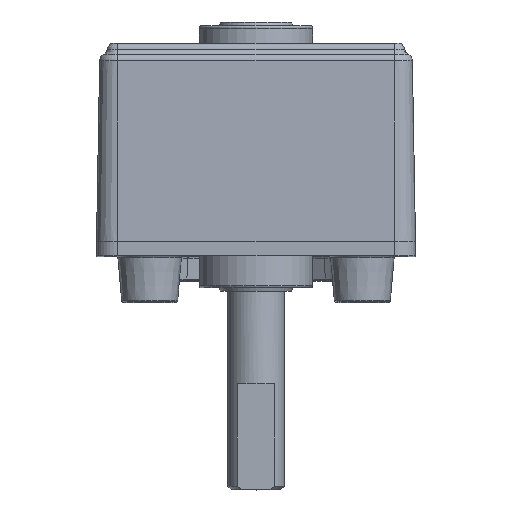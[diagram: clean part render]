
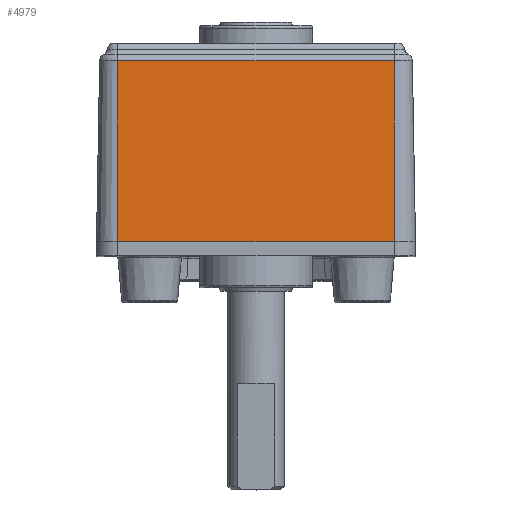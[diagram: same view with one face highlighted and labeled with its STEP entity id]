
A CAD part, top view. The second image highlights one B-rep face of the part: STEP entity #4979.
In plain terms, the highlighted planar face has unit normal (0, 0.018, 1).
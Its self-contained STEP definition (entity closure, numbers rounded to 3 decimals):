
#855=CARTESIAN_POINT('',(-19.5,0.0,31.0));
#856=VERTEX_POINT('',#855);
#857=CARTESIAN_POINT('',(19.5,0.0,31.0));
#858=VERTEX_POINT('',#857);
#859=CARTESIAN_POINT('',(-19.5,0.0,31.0));
#860=DIRECTION('',(1.0,0.0,0.0));
#861=VECTOR('',#860,39.0);
#862=LINE('',#859,#861);
#863=EDGE_CURVE('',#856,#858,#862,.T.);
#4949=CARTESIAN_POINT('',(22.5,0.0,31.0));
#4950=DIRECTION('',(0.0,0.017,1.));
#4951=DIRECTION('',(1.0,0.0,0.0));
#4952=AXIS2_PLACEMENT_3D('',#4949,#4950,#4951);
#4953=PLANE('',#4952);
#4954=ORIENTED_EDGE('',*,*,#863,.T.);
#4955=CARTESIAN_POINT('',(19.5,25.517,30.555));
#4956=VERTEX_POINT('',#4955);
#4957=CARTESIAN_POINT('',(19.5,25.517,30.555));
#4958=DIRECTION('',(0.0,-1.,0.017));
#4959=VECTOR('',#4958,25.521);
#4960=LINE('',#4957,#4959);
#4961=EDGE_CURVE('',#4956,#858,#4960,.T.);
#4962=ORIENTED_EDGE('',*,*,#4961,.F.);
#4963=CARTESIAN_POINT('',(-19.5,25.517,30.555));
#4964=VERTEX_POINT('',#4963);
#4965=CARTESIAN_POINT('',(-19.5,25.517,30.555));
#4966=DIRECTION('',(1.0,0.0,0.0));
#4967=VECTOR('',#4966,39.0);
#4968=LINE('',#4965,#4967);
#4969=EDGE_CURVE('',#4964,#4956,#4968,.T.);
#4970=ORIENTED_EDGE('',*,*,#4969,.F.);
#4971=CARTESIAN_POINT('',(-19.5,0.0,31.0));
#4972=DIRECTION('',(0.0,1.,-0.017));
#4973=VECTOR('',#4972,25.521);
#4974=LINE('',#4971,#4973);
#4975=EDGE_CURVE('',#856,#4964,#4974,.T.);
#4976=ORIENTED_EDGE('',*,*,#4975,.F.);
#4977=EDGE_LOOP('',(#4954,#4962,#4970,#4976));
#4978=FACE_OUTER_BOUND('',#4977,.T.);
#4979=ADVANCED_FACE('',(#4978),#4953,.T.);
